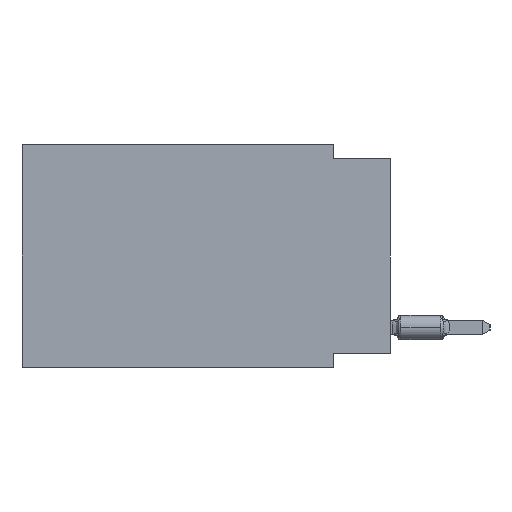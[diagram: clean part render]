
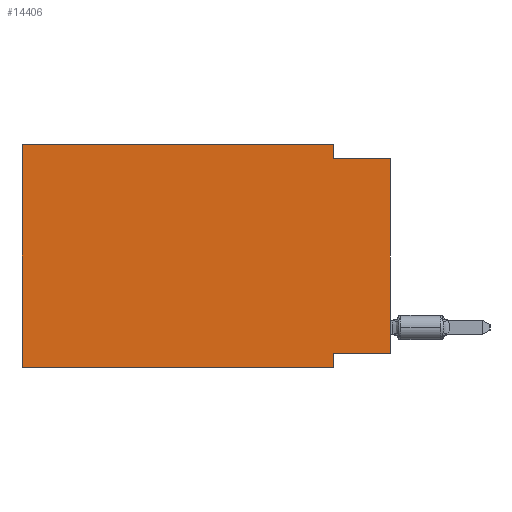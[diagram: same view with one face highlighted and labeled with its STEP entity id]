
A CAD part, left-side view. The second image highlights one B-rep face of the part: STEP entity #14406.
In plain terms, the highlighted planar face has unit normal (-1, 0, 0).
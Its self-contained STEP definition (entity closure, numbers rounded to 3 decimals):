
#27 = CARTESIAN_POINT ( 'NONE',  ( 0., 0., 0. ) ) ;
#62 = ORIENTED_EDGE ( 'NONE', *, *, #13736, .T. ) ;
#229 = DIRECTION ( 'NONE',  ( 0., 0., 1. ) ) ;
#1124 = LINE ( 'NONE', #31327, #15046 ) ;
#1987 = EDGE_CURVE ( 'NONE', #6009, #25184, #27115, .T. ) ;
#2112 = VECTOR ( 'NONE', #229, 1000. ) ;
#2196 = DIRECTION ( 'NONE',  ( 0., -1., 0. ) ) ;
#5013 = VERTEX_POINT ( 'NONE', #30496 ) ;
#5187 = EDGE_CURVE ( 'NONE', #28566, #16884, #23375, .T. ) ;
#6009 = VERTEX_POINT ( 'NONE', #8264 ) ;
#6375 = VECTOR ( 'NONE', #13859, 1000. ) ;
#6390 = CARTESIAN_POINT ( 'NONE',  ( 0., 0., -0.635 ) ) ;
#6678 = VERTEX_POINT ( 'NONE', #35661 ) ;
#6707 = DIRECTION ( 'NONE',  ( 0., 0., -1. ) ) ;
#7691 = VECTOR ( 'NONE', #8349, 1000. ) ;
#7736 = CARTESIAN_POINT ( 'NONE',  ( 0., 16.383, 0. ) ) ;
#8264 = CARTESIAN_POINT ( 'NONE',  ( 0., 0., -9.271 ) ) ;
#8349 = DIRECTION ( 'NONE',  ( 0., 0., -1. ) ) ;
#8583 = ORIENTED_EDGE ( 'NONE', *, *, #1987, .T. ) ;
#9529 = ORIENTED_EDGE ( 'NONE', *, *, #20580, .F. ) ;
#9762 = ORIENTED_EDGE ( 'NONE', *, *, #14624, .F. ) ;
#10059 = CARTESIAN_POINT ( 'NONE',  ( 0., 16.383, 0. ) ) ;
#10926 = CARTESIAN_POINT ( 'NONE',  ( 0., 2.54, 0. ) ) ;
#12285 = DIRECTION ( 'NONE',  ( 0., -1., 0. ) ) ;
#13197 = CARTESIAN_POINT ( 'NONE',  ( 0., 2.54, -9.906 ) ) ;
#13239 = VECTOR ( 'NONE', #2196, 1000. ) ;
#13736 = EDGE_CURVE ( 'NONE', #36968, #6678, #1124, .T. ) ;
#13859 = DIRECTION ( 'NONE',  ( 0., 1., 0. ) ) ;
#14406 = ADVANCED_FACE ( 'NONE', ( #22645 ), #34615, .F. ) ;
#14624 = EDGE_CURVE ( 'NONE', #36968, #28566, #19285, .T. ) ;
#15046 = VECTOR ( 'NONE', #16240, 1000. ) ;
#16240 = DIRECTION ( 'NONE',  ( 0., -1., 0. ) ) ;
#16884 = VERTEX_POINT ( 'NONE', #30742 ) ;
#17008 = EDGE_LOOP ( 'NONE', ( #8583, #27228, #17392, #30233, #9762, #62, #38113, #9529 ) ) ;
#17392 = ORIENTED_EDGE ( 'NONE', *, *, #27453, .F. ) ;
#19285 = LINE ( 'NONE', #10059, #31391 ) ;
#19717 = DIRECTION ( 'NONE',  ( 1., 0., 0. ) ) ;
#20113 = CARTESIAN_POINT ( 'NONE',  ( 0., 0., -9.271 ) ) ;
#20580 = EDGE_CURVE ( 'NONE', #6009, #5013, #23054, .T. ) ;
#21102 = CARTESIAN_POINT ( 'NONE',  ( 0., 0., -0.635 ) ) ;
#21934 = EDGE_CURVE ( 'NONE', #5013, #6678, #28277, .T. ) ;
#21989 = AXIS2_PLACEMENT_3D ( 'NONE', #7736, #19717, #31676 ) ;
#22645 = FACE_OUTER_BOUND ( 'NONE', #17008, .T. ) ;
#23054 = LINE ( 'NONE', #20113, #6375 ) ;
#23375 = LINE ( 'NONE', #25950, #13239 ) ;
#25075 = CARTESIAN_POINT ( 'NONE',  ( 0., 16.383, 0. ) ) ;
#25184 = VERTEX_POINT ( 'NONE', #6390 ) ;
#25950 = CARTESIAN_POINT ( 'NONE',  ( 0., 16.383, 0. ) ) ;
#27115 = LINE ( 'NONE', #27, #2112 ) ;
#27191 = VECTOR ( 'NONE', #12285, 1000. ) ;
#27228 = ORIENTED_EDGE ( 'NONE', *, *, #28724, .F. ) ;
#27453 = EDGE_CURVE ( 'NONE', #16884, #32043, #31528, .T. ) ;
#28277 = LINE ( 'NONE', #13197, #35287 ) ;
#28566 = VERTEX_POINT ( 'NONE', #25075 ) ;
#28724 = EDGE_CURVE ( 'NONE', #32043, #25184, #30529, .T. ) ;
#30233 = ORIENTED_EDGE ( 'NONE', *, *, #5187, .F. ) ;
#30496 = CARTESIAN_POINT ( 'NONE',  ( 0., 2.54, -9.271 ) ) ;
#30529 = LINE ( 'NONE', #21102, #27191 ) ;
#30742 = CARTESIAN_POINT ( 'NONE',  ( 0., 2.54, 0. ) ) ;
#30858 = DIRECTION ( 'NONE',  ( 0., 0., 1. ) ) ;
#31327 = CARTESIAN_POINT ( 'NONE',  ( 0., 16.383, -9.906 ) ) ;
#31391 = VECTOR ( 'NONE', #30858, 1000. ) ;
#31528 = LINE ( 'NONE', #10926, #7691 ) ;
#31676 = DIRECTION ( 'NONE',  ( 0., 0., -1. ) ) ;
#31679 = CARTESIAN_POINT ( 'NONE',  ( 0., 2.54, -0.635 ) ) ;
#32043 = VERTEX_POINT ( 'NONE', #31679 ) ;
#34615 = PLANE ( 'NONE',  #21989 ) ;
#35287 = VECTOR ( 'NONE', #6707, 1000. ) ;
#35661 = CARTESIAN_POINT ( 'NONE',  ( 0., 2.54, -9.906 ) ) ;
#36968 = VERTEX_POINT ( 'NONE', #38055 ) ;
#38055 = CARTESIAN_POINT ( 'NONE',  ( 0., 16.383, -9.906 ) ) ;
#38113 = ORIENTED_EDGE ( 'NONE', *, *, #21934, .F. ) ;
